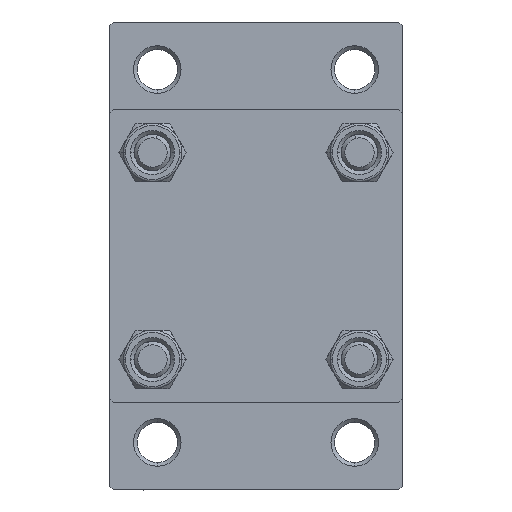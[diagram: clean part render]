
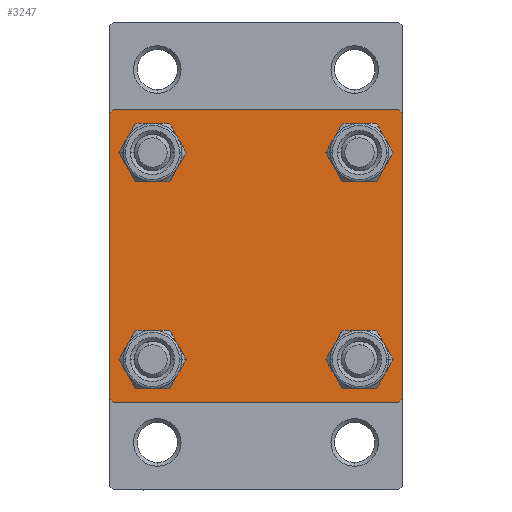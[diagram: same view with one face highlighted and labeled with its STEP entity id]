
A CAD part, left-side view. The second image highlights one B-rep face of the part: STEP entity #3247.
In plain terms, the highlighted planar face has unit normal (-1, 0, 0).
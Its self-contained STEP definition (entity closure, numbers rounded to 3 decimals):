
#39 = CIRCLE ( 'NONE', #27525, 3. ) ;
#135 = ORIENTED_EDGE ( 'NONE', *, *, #16645, .T. ) ;
#298 = CARTESIAN_POINT ( 'NONE',  ( 0., -19.5, -20. ) ) ;
#711 = EDGE_CURVE ( 'NONE', #6374, #26052, #12940, .T. ) ;
#867 = EDGE_CURVE ( 'NONE', #37336, #29351, #45327, .T. ) ;
#1031 = EDGE_LOOP ( 'NONE', ( #33660, #135 ) ) ;
#1609 = VECTOR ( 'NONE', #6886, 1000. ) ;
#2841 = FACE_BOUND ( 'NONE', #1031, .T. ) ;
#3247 = ADVANCED_FACE ( 'NONE', ( #14420, #2841, #10734, #32639, #47637 ), #25739, .T. ) ;
#3799 = CARTESIAN_POINT ( 'NONE',  ( 0., 14.15, 17.15 ) ) ;
#4050 = EDGE_CURVE ( 'NONE', #32380, #32805, #37320, .T. ) ;
#4224 = VERTEX_POINT ( 'NONE', #3799 ) ;
#4403 = AXIS2_PLACEMENT_3D ( 'NONE', #13922, #28947, #40275 ) ;
#4642 = ORIENTED_EDGE ( 'NONE', *, *, #29579, .T. ) ;
#5041 = VERTEX_POINT ( 'NONE', #13609 ) ;
#5732 = VERTEX_POINT ( 'NONE', #16692 ) ;
#5773 = CARTESIAN_POINT ( 'NONE',  ( 0., -19.75, -19.75 ) ) ;
#5888 = DIRECTION ( 'NONE',  ( 1., 0., 0. ) ) ;
#6289 = DIRECTION ( 'NONE',  ( 0., -1., 0. ) ) ;
#6374 = VERTEX_POINT ( 'NONE', #40403 ) ;
#6434 = CARTESIAN_POINT ( 'NONE',  ( 0., -14.15, -17.15 ) ) ;
#6802 = DIRECTION ( 'NONE',  ( 0., 0., -1. ) ) ;
#6886 = DIRECTION ( 'NONE',  ( 0., 0., -1. ) ) ;
#6987 = DIRECTION ( 'NONE',  ( 1., 0., 0. ) ) ;
#7432 = ORIENTED_EDGE ( 'NONE', *, *, #13845, .T. ) ;
#7467 = DIRECTION ( 'NONE',  ( 1., 0., 0. ) ) ;
#7553 = EDGE_CURVE ( 'NONE', #40308, #4224, #23321, .T. ) ;
#7782 = VECTOR ( 'NONE', #6802, 1000. ) ;
#8050 = DIRECTION ( 'NONE',  ( 0., 0., 1. ) ) ;
#8066 = EDGE_LOOP ( 'NONE', ( #7432, #9418, #29614, #43163, #21801, #31875, #41894, #20001 ) ) ;
#8148 = CARTESIAN_POINT ( 'NONE',  ( 0., -14.15, 17.15 ) ) ;
#8391 = DIRECTION ( 'NONE',  ( 0., 0., 1. ) ) ;
#9418 = ORIENTED_EDGE ( 'NONE', *, *, #46903, .T. ) ;
#10698 = CARTESIAN_POINT ( 'NONE',  ( 0., 14.15, 14.15 ) ) ;
#10734 = FACE_BOUND ( 'NONE', #14417, .T. ) ;
#11010 = DIRECTION ( 'NONE',  ( 0., 0., 1. ) ) ;
#11106 = CARTESIAN_POINT ( 'NONE',  ( 0., -20., 19.5 ) ) ;
#11135 = CARTESIAN_POINT ( 'NONE',  ( 0., -14.15, 14.15 ) ) ;
#11191 = EDGE_CURVE ( 'NONE', #14626, #5732, #28942, .T. ) ;
#11237 = CARTESIAN_POINT ( 'NONE',  ( 0., 20., 20. ) ) ;
#11593 = AXIS2_PLACEMENT_3D ( 'NONE', #46329, #12619, #38957 ) ;
#11608 = DIRECTION ( 'NONE',  ( 0., -1., 0. ) ) ;
#11716 = EDGE_CURVE ( 'NONE', #31567, #32805, #40462, .T. ) ;
#11902 = DIRECTION ( 'NONE',  ( 0., 0., 1. ) ) ;
#12284 = VECTOR ( 'NONE', #6289, 1000. ) ;
#12419 = AXIS2_PLACEMENT_3D ( 'NONE', #26771, #41787, #8050 ) ;
#12619 = DIRECTION ( 'NONE',  ( 1., 0., 0. ) ) ;
#12940 = CIRCLE ( 'NONE', #31059, 3. ) ;
#13466 = CARTESIAN_POINT ( 'NONE',  ( 0., 19.5, 20. ) ) ;
#13609 = CARTESIAN_POINT ( 'NONE',  ( 0., 20., 19.5 ) ) ;
#13845 = EDGE_CURVE ( 'NONE', #5041, #24619, #44977, .T. ) ;
#13922 = CARTESIAN_POINT ( 'NONE',  ( 0., 0., 0. ) ) ;
#14171 = AXIS2_PLACEMENT_3D ( 'NONE', #29974, #41041, #11010 ) ;
#14417 = EDGE_LOOP ( 'NONE', ( #4642, #45432 ) ) ;
#14420 = FACE_BOUND ( 'NONE', #40822, .T. ) ;
#14626 = VERTEX_POINT ( 'NONE', #17155 ) ;
#14984 = CIRCLE ( 'NONE', #42472, 3. ) ;
#15105 = ORIENTED_EDGE ( 'NONE', *, *, #7553, .T. ) ;
#15487 = VECTOR ( 'NONE', #36838, 1000. ) ;
#16645 = EDGE_CURVE ( 'NONE', #39484, #35174, #39, .T. ) ;
#16692 = CARTESIAN_POINT ( 'NONE',  ( 0., 14.15, -11.15 ) ) ;
#16735 = CARTESIAN_POINT ( 'NONE',  ( 0., 14.15, -14.15 ) ) ;
#16832 = CARTESIAN_POINT ( 'NONE',  ( 0., 20., -19.5 ) ) ;
#17155 = CARTESIAN_POINT ( 'NONE',  ( 0., 14.15, -17.15 ) ) ;
#17365 = EDGE_CURVE ( 'NONE', #29351, #34064, #42479, .T. ) ;
#17802 = EDGE_CURVE ( 'NONE', #31567, #34064, #36691, .T. ) ;
#18301 = CARTESIAN_POINT ( 'NONE',  ( 0., -19.75, 19.75 ) ) ;
#19618 = EDGE_CURVE ( 'NONE', #4224, #40308, #29119, .T. ) ;
#20001 = ORIENTED_EDGE ( 'NONE', *, *, #25839, .T. ) ;
#21296 = ORIENTED_EDGE ( 'NONE', *, *, #19618, .T. ) ;
#21637 = VECTOR ( 'NONE', #11608, 1000. ) ;
#21801 = ORIENTED_EDGE ( 'NONE', *, *, #17802, .F. ) ;
#23321 = CIRCLE ( 'NONE', #35124, 3. ) ;
#24318 = ORIENTED_EDGE ( 'NONE', *, *, #25090, .T. ) ;
#24496 = DIRECTION ( 'NONE',  ( 0., -0.707, 0.707 ) ) ;
#24619 = VERTEX_POINT ( 'NONE', #16832 ) ;
#25090 = EDGE_CURVE ( 'NONE', #26052, #6374, #29939, .T. ) ;
#25602 = CARTESIAN_POINT ( 'NONE',  ( 0., -20., 20. ) ) ;
#25739 = PLANE ( 'NONE',  #4403 ) ;
#25839 = EDGE_CURVE ( 'NONE', #32380, #5041, #39205, .T. ) ;
#26052 = VERTEX_POINT ( 'NONE', #8148 ) ;
#26241 = CARTESIAN_POINT ( 'NONE',  ( 0., 19.75, -19.75 ) ) ;
#26771 = CARTESIAN_POINT ( 'NONE',  ( 0., 14.15, -14.15 ) ) ;
#27525 = AXIS2_PLACEMENT_3D ( 'NONE', #41643, #37954, #8391 ) ;
#28942 = CIRCLE ( 'NONE', #12419, 3. ) ;
#28947 = DIRECTION ( 'NONE',  ( -1., 0., 0. ) ) ;
#29119 = CIRCLE ( 'NONE', #33841, 3. ) ;
#29351 = VERTEX_POINT ( 'NONE', #298 ) ;
#29579 = EDGE_CURVE ( 'NONE', #5732, #14626, #14984, .T. ) ;
#29599 = DIRECTION ( 'NONE',  ( 1., 0., 0. ) ) ;
#29614 = ORIENTED_EDGE ( 'NONE', *, *, #867, .T. ) ;
#29939 = CIRCLE ( 'NONE', #14171, 3. ) ;
#29974 = CARTESIAN_POINT ( 'NONE',  ( 0., -14.15, 14.15 ) ) ;
#31059 = AXIS2_PLACEMENT_3D ( 'NONE', #11135, #29599, #47787 ) ;
#31089 = CARTESIAN_POINT ( 'NONE',  ( 0., 14.15, 14.15 ) ) ;
#31538 = CARTESIAN_POINT ( 'NONE',  ( 0., -14.15, -11.15 ) ) ;
#31567 = VERTEX_POINT ( 'NONE', #11106 ) ;
#31590 = CARTESIAN_POINT ( 'NONE',  ( 0., 19.75, 19.75 ) ) ;
#31875 = ORIENTED_EDGE ( 'NONE', *, *, #11716, .T. ) ;
#32104 = VECTOR ( 'NONE', #44890, 1000. ) ;
#32219 = CARTESIAN_POINT ( 'NONE',  ( 0., 19.5, -20. ) ) ;
#32315 = VECTOR ( 'NONE', #24496, 1000. ) ;
#32380 = VERTEX_POINT ( 'NONE', #13466 ) ;
#32639 = FACE_BOUND ( 'NONE', #47830, .T. ) ;
#32805 = VERTEX_POINT ( 'NONE', #39209 ) ;
#33660 = ORIENTED_EDGE ( 'NONE', *, *, #48506, .T. ) ;
#33841 = AXIS2_PLACEMENT_3D ( 'NONE', #10698, #6987, #35796 ) ;
#34064 = VERTEX_POINT ( 'NONE', #46290 ) ;
#35124 = AXIS2_PLACEMENT_3D ( 'NONE', #31089, #7467, #11902 ) ;
#35174 = VERTEX_POINT ( 'NONE', #31538 ) ;
#35796 = DIRECTION ( 'NONE',  ( 0., 0., 1. ) ) ;
#36066 = ORIENTED_EDGE ( 'NONE', *, *, #711, .T. ) ;
#36691 = LINE ( 'NONE', #25602, #1609 ) ;
#36838 = DIRECTION ( 'NONE',  ( 0., -0.707, -0.707 ) ) ;
#37320 = LINE ( 'NONE', #11237, #12284 ) ;
#37336 = VERTEX_POINT ( 'NONE', #32219 ) ;
#37800 = VECTOR ( 'NONE', #39448, 1000. ) ;
#37832 = CARTESIAN_POINT ( 'NONE',  ( 0., 20., 20. ) ) ;
#37954 = DIRECTION ( 'NONE',  ( 1., 0., 0. ) ) ;
#38957 = DIRECTION ( 'NONE',  ( 0., 0., 1. ) ) ;
#39012 = CARTESIAN_POINT ( 'NONE',  ( 0., 14.15, 11.15 ) ) ;
#39205 = LINE ( 'NONE', #31590, #37800 ) ;
#39209 = CARTESIAN_POINT ( 'NONE',  ( 0., -19.5, 20. ) ) ;
#39448 = DIRECTION ( 'NONE',  ( 0., 0.707, -0.707 ) ) ;
#39484 = VERTEX_POINT ( 'NONE', #6434 ) ;
#40275 = DIRECTION ( 'NONE',  ( 0., 0., 1. ) ) ;
#40308 = VERTEX_POINT ( 'NONE', #39012 ) ;
#40403 = CARTESIAN_POINT ( 'NONE',  ( 0., -14.15, 11.15 ) ) ;
#40462 = LINE ( 'NONE', #18301, #32104 ) ;
#40682 = CIRCLE ( 'NONE', #11593, 3. ) ;
#40822 = EDGE_LOOP ( 'NONE', ( #24318, #36066 ) ) ;
#41041 = DIRECTION ( 'NONE',  ( 1., 0., 0. ) ) ;
#41643 = CARTESIAN_POINT ( 'NONE',  ( 0., -14.15, -14.15 ) ) ;
#41787 = DIRECTION ( 'NONE',  ( 1., 0., 0. ) ) ;
#41894 = ORIENTED_EDGE ( 'NONE', *, *, #4050, .F. ) ;
#42472 = AXIS2_PLACEMENT_3D ( 'NONE', #16735, #5888, #43069 ) ;
#42479 = LINE ( 'NONE', #5773, #32315 ) ;
#43069 = DIRECTION ( 'NONE',  ( 0., 0., 1. ) ) ;
#43163 = ORIENTED_EDGE ( 'NONE', *, *, #17365, .T. ) ;
#44890 = DIRECTION ( 'NONE',  ( 0., 0.707, 0.707 ) ) ;
#44977 = LINE ( 'NONE', #37832, #7782 ) ;
#45327 = LINE ( 'NONE', #46033, #21637 ) ;
#45432 = ORIENTED_EDGE ( 'NONE', *, *, #11191, .T. ) ;
#46033 = CARTESIAN_POINT ( 'NONE',  ( 0., 20., -20. ) ) ;
#46290 = CARTESIAN_POINT ( 'NONE',  ( 0., -20., -19.5 ) ) ;
#46329 = CARTESIAN_POINT ( 'NONE',  ( 0., -14.15, -14.15 ) ) ;
#46903 = EDGE_CURVE ( 'NONE', #24619, #37336, #47897, .T. ) ;
#47637 = FACE_OUTER_BOUND ( 'NONE', #8066, .T. ) ;
#47787 = DIRECTION ( 'NONE',  ( 0., 0., 1. ) ) ;
#47830 = EDGE_LOOP ( 'NONE', ( #21296, #15105 ) ) ;
#47897 = LINE ( 'NONE', #26241, #15487 ) ;
#48506 = EDGE_CURVE ( 'NONE', #35174, #39484, #40682, .T. ) ;
